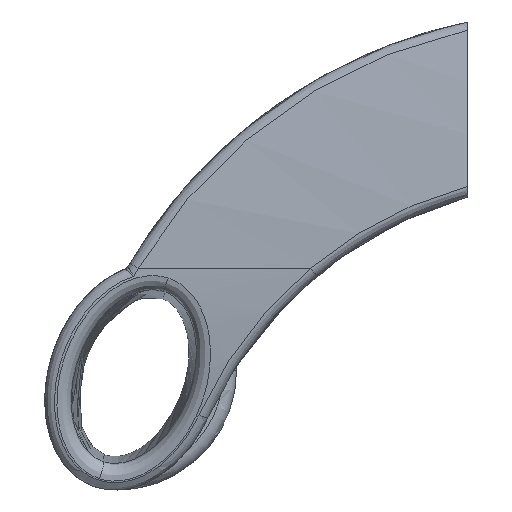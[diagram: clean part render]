
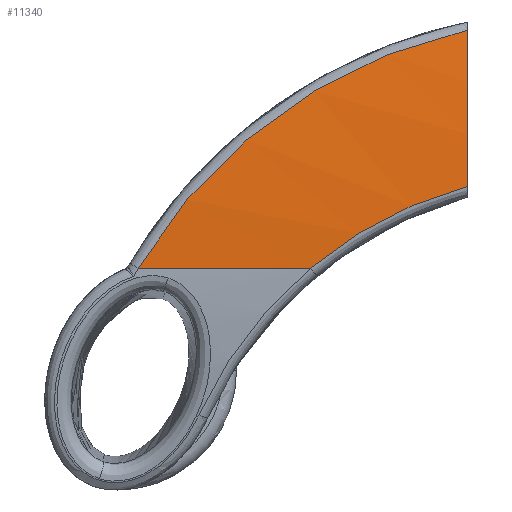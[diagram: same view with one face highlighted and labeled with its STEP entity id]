
A CAD part, left-side view. The second image highlights one B-rep face of the part: STEP entity #11340.
In plain terms, the highlighted cylindrical face has radius 208.036 mm (diameter 416.071 mm), a partial arc.
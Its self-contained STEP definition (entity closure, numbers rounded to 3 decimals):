
#269 = CARTESIAN_POINT ( 'NONE',  ( -67., 24.197, -11. ) ) ;
#525 = CARTESIAN_POINT ( 'NONE',  ( -66.712, 5.34, -0.059 ) ) ;
#620 = CARTESIAN_POINT ( 'NONE',  ( 141.036, 65.175, -11. ) ) ;
#657 = CARTESIAN_POINT ( 'NONE',  ( -66.984, 20.559, -8.118 ) ) ;
#1526 = DIRECTION ( 'NONE',  ( 0., 1., 0. ) ) ;
#2400 = CARTESIAN_POINT ( 'NONE',  ( -66.313, 37.284, 5.987 ) ) ;
#2448 = CARTESIAN_POINT ( 'NONE',  ( -66.633, 1.056, 1.359 ) ) ;
#2463 = CARTESIAN_POINT ( 'NONE',  ( -65.441, 26.651, 14.474 ) ) ;
#2537 = CARTESIAN_POINT ( 'NONE',  ( -64.37, 12.271, 21.974 ) ) ;
#2777 = CARTESIAN_POINT ( 'NONE',  ( -66.776, 8.588, -1.317 ) ) ;
#3504 = EDGE_LOOP ( 'NONE', ( #9094, #8815, #8878, #10042 ) ) ;
#3545 = CARTESIAN_POINT ( 'NONE',  ( -65.936, 32.632, 10.018 ) ) ;
#3612 = CARTESIAN_POINT ( 'NONE',  ( -66.817, 44.609, -2.007 ) ) ;
#3660 = CARTESIAN_POINT ( 'NONE',  ( -66.723, 5.885, -0.263 ) ) ;
#3790 = CARTESIAN_POINT ( 'NONE',  ( -67., 24.197, -11. ) ) ;
#3891 = CYLINDRICAL_SURFACE ( 'NONE', #12605, 208.036 ) ;
#4503 = CARTESIAN_POINT ( 'NONE',  ( -65.714, 29.953, 12.11 ) ) ;
#4632 = CARTESIAN_POINT ( 'NONE',  ( -66.714, 42.884, 0.082 ) ) ;
#4683 = CARTESIAN_POINT ( 'NONE',  ( -66.82, 10.686, -2.271 ) ) ;
#4780 = DIRECTION ( 'NONE',  ( 0., 0., 1. ) ) ;
#4951 = CARTESIAN_POINT ( 'NONE',  ( -67., 22.41, -9.503 ) ) ;
#5730 = CARTESIAN_POINT ( 'NONE',  ( -67., 50.759, -11. ) ) ;
#5845 = CARTESIAN_POINT ( 'NONE',  ( -66.933, 16.733, -5.564 ) ) ;
#6252 = DIRECTION ( 'NONE',  ( 0., 1., 0. ) ) ;
#6449 = VERTEX_POINT ( 'NONE', #8813 ) ;
#6494 = CARTESIAN_POINT ( 'NONE',  ( -67., 49.357, -8.636 ) ) ;
#6610 = CARTESIAN_POINT ( 'NONE',  ( -66.681, 3.701, 0.521 ) ) ;
#6625 = CARTESIAN_POINT ( 'NONE',  ( -63.939, 4.787, 24.566 ) ) ;
#6818 = EDGE_CURVE ( 'NONE', #8359, #6449, #9743, .T. ) ;
#6879 = CARTESIAN_POINT ( 'NONE',  ( -66.898, 14.759, -4.395 ) ) ;
#7175 = CARTESIAN_POINT ( 'NONE',  ( -67., 50.759, -11. ) ) ;
#7592 = CARTESIAN_POINT ( 'NONE',  ( -65.254, 24.378, 15.931 ) ) ;
#7728 = CARTESIAN_POINT ( 'NONE',  ( -64.707, 17.273, 19.821 ) ) ;
#7768 = AXIS2_PLACEMENT_3D ( 'NONE', #9542, #10557, #8302 ) ;
#7799 = CARTESIAN_POINT ( 'NONE',  ( -63.732, 0., 25.731 ) ) ;
#7865 = CARTESIAN_POINT ( 'NONE',  ( -65.804, 31.036, 11.291 ) ) ;
#8031 = EDGE_CURVE ( 'NONE', #10573, #6449, #11441, .T. ) ;
#8059 = VERTEX_POINT ( 'NONE', #269 ) ;
#8302 = DIRECTION ( 'NONE',  ( 0., 0., 1. ) ) ;
#8359 = VERTEX_POINT ( 'NONE', #11746 ) ;
#8529 = EDGE_CURVE ( 'NONE', #8359, #8059, #12353, .T. ) ;
#8627 = CARTESIAN_POINT ( 'NONE',  ( -66.107, 34.725, 8.257 ) ) ;
#8707 = VECTOR ( 'NONE', #6252, 1000. ) ;
#8791 = EDGE_CURVE ( 'NONE', #8059, #10573, #9224, .T. ) ;
#8813 = CARTESIAN_POINT ( 'NONE',  ( -63.732, 0., 25.731 ) ) ;
#8815 = ORIENTED_EDGE ( 'NONE', *, *, #8031, .F. ) ;
#8830 = CARTESIAN_POINT ( 'NONE',  ( -65.98, 33.16, 9.585 ) ) ;
#8878 = ORIENTED_EDGE ( 'NONE', *, *, #8791, .F. ) ;
#8895 = CARTESIAN_POINT ( 'NONE',  ( -66.462, 39.222, 4.079 ) ) ;
#9094 = ORIENTED_EDGE ( 'NONE', *, *, #6818, .T. ) ;
#9113 = FACE_OUTER_BOUND ( 'NONE', #3504, .T. ) ;
#9224 = LINE ( 'NONE', #11454, #8707 ) ;
#9542 = CARTESIAN_POINT ( 'NONE',  ( 141.036, 0., -11. ) ) ;
#9663 = CARTESIAN_POINT ( 'NONE',  ( -64.212, 9.719, 22.95 ) ) ;
#9729 = CARTESIAN_POINT ( 'NONE',  ( -63.826, 2.406, 25.205 ) ) ;
#9743 = CIRCLE ( 'NONE', #7768, 208.036 ) ;
#9865 = CARTESIAN_POINT ( 'NONE',  ( -64.887, 19.689, 18.604 ) ) ;
#9912 = CARTESIAN_POINT ( 'NONE',  ( -66.651, 2.107, 1.044 ) ) ;
#10042 = ORIENTED_EDGE ( 'NONE', *, *, #8529, .F. ) ;
#10557 = DIRECTION ( 'NONE',  ( 0., 1., 0. ) ) ;
#10573 = VERTEX_POINT ( 'NONE', #7175 ) ;
#10681 = CARTESIAN_POINT ( 'NONE',  ( -64.137, 8.435, 23.398 ) ) ;
#10923 = CARTESIAN_POINT ( 'NONE',  ( -66.615, 0., 1.646 ) ) ;
#11340 = ADVANCED_FACE ( 'NONE', ( #9113 ), #3891, .T. ) ;
#11441 = B_SPLINE_CURVE_WITH_KNOTS ( 'NONE', 3,
 ( #5730, #6494, #12844, #3612, #4632, #8895, #2400, #8627, #12912, #8830, #3545, #7865, #4503, #2463, #7592, #9865, #7728, #11892, #12777, #2537, #11826, #9663, #10681, #6625, #9729, #7799 ),
 .UNSPECIFIED., .F., .F.,
 ( 4, 2, 2, 2, 2, 2, 2, 2, 2, 2, 2, 2, 4 ),
 ( 0., 0.126, 0.253, 0.379, 0.411, 0.442, 0.506, 0.632, 0.758, 0.79, 0.821, 0.885, 1. ),
 .UNSPECIFIED. ) ;
#11454 = CARTESIAN_POINT ( 'NONE',  ( -67., 65.175, -11. ) ) ;
#11746 = CARTESIAN_POINT ( 'NONE',  ( -66.615, 0., 1.646 ) ) ;
#11826 = CARTESIAN_POINT ( 'NONE',  ( -64.33, 11.634, 22.225 ) ) ;
#11892 = CARTESIAN_POINT ( 'NONE',  ( -64.495, 14.161, 21.191 ) ) ;
#12353 =( BOUNDED_CURVE ( )  B_SPLINE_CURVE ( 3, ( #10923, #2448, #9912, #6610, #13027, #525, #3660, #2777, #4683, #6879, #5845, #657, #4951, #3790 ),
 .UNSPECIFIED., .F., .F. ) 
 B_SPLINE_CURVE_WITH_KNOTS ( ( 4, 2, 2, 2, 2, 2, 4 ),
 ( 0., 0.12, 0.183, 0.246, 0.497, 0.749, 1. ),
 .UNSPECIFIED. ) 
 CURVE ( )  GEOMETRIC_REPRESENTATION_ITEM ( )  RATIONAL_B_SPLINE_CURVE ( ( 1., 1., 1., 1., 1., 1., 1., 1., 1., 1., 1., 1., 1., 1. ) ) 
 REPRESENTATION_ITEM ( '' )  );
#12605 = AXIS2_PLACEMENT_3D ( 'NONE', #620, #1526, #4780 ) ;
#12777 = CARTESIAN_POINT ( 'NONE',  ( -64.453, 13.534, 21.457 ) ) ;
#12844 = CARTESIAN_POINT ( 'NONE',  ( -66.96, 47.845, -6.366 ) ) ;
#12912 = CARTESIAN_POINT ( 'NONE',  ( -66.065, 34.206, 8.705 ) ) ;
#13027 = CARTESIAN_POINT ( 'NONE',  ( -66.691, 4.248, 0.333 ) ) ;
